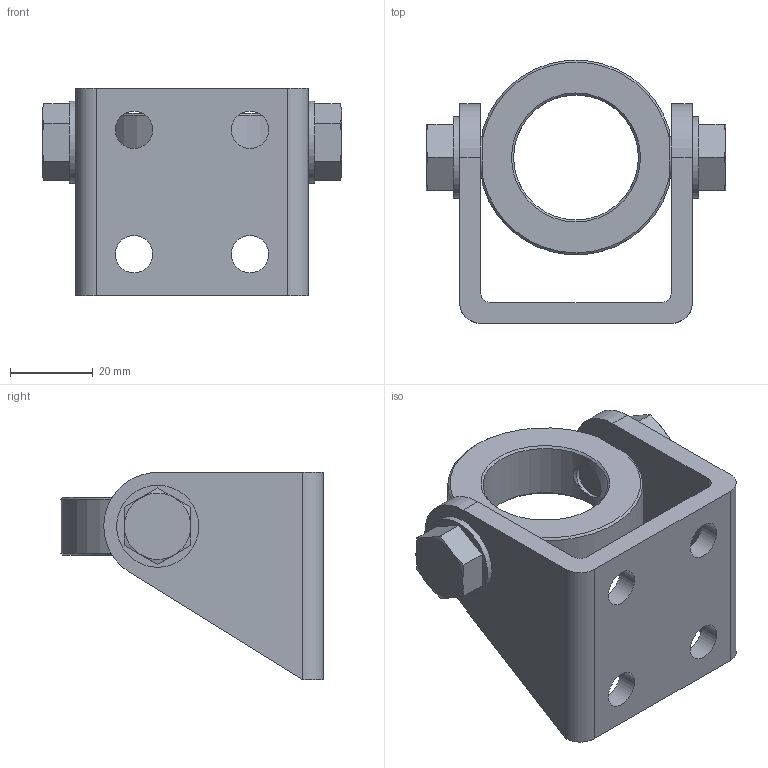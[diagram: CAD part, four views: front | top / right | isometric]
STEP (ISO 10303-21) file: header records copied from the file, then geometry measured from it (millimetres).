
FILE_DESCRIPTION(/* description */ ('STEP AP214'),/* implementation_level */ '2;1');
FILE_NAME(/* name */ '539924_SBN-32',/* time_stamp */ '2024-09-12T14:08:16+02:00',/* author */ ('License CC BY-ND 4.0'),/* organization */ ('CADENAS'),/* preprocessor_version */ 'ST-DEVELOPER v19.3',/* originating_system */ 'PARTsolutions',/* authorisation */ ' ');
FILE_SCHEMA (('AUTOMOTIVE_DESIGN {1 0 10303 214 3 1 1}'));
Length unit declared in the file: millimetre
Products named in the file (3): 539924 SBN-32---(0); 539924 SBN-32---(0LB); 683675 SBN-32---(R)
Assembly tree (2 placements, depth 2):
  539924 SBN-32---(0)
    539924 SBN-32---(0LB)
    683675 SBN-32---(R)
Bounding box: 72.2 x 63.41 x 50 mm (x, y, z)
Volume: 46883.1 mm3; surface area: 20390.2 mm2
Topology: 2 solids, 2 shells, 77 faces, 188 edges, 120 vertices
Faces by surface type: plane 32, cone 26, cylinder 19
Full cylindrical faces by diameter (mm): 8.376 x2, 9 x4, 10 x2, 19.8 x2, 30.1 x1
Entity records: 2244 total; most frequent: CARTESIAN_POINT 494, DIRECTION 342, ORIENTED_EDGE 320, EDGE_CURVE 160, AXIS2_PLACEMENT_3D 142, EDGE_LOOP 114, FACE_BOUND 114, VERTEX_POINT 110
